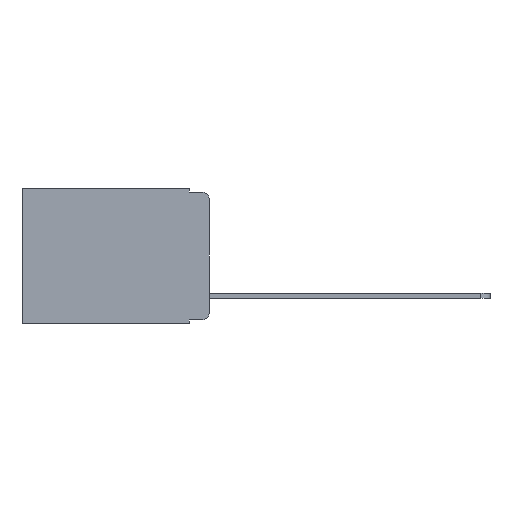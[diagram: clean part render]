
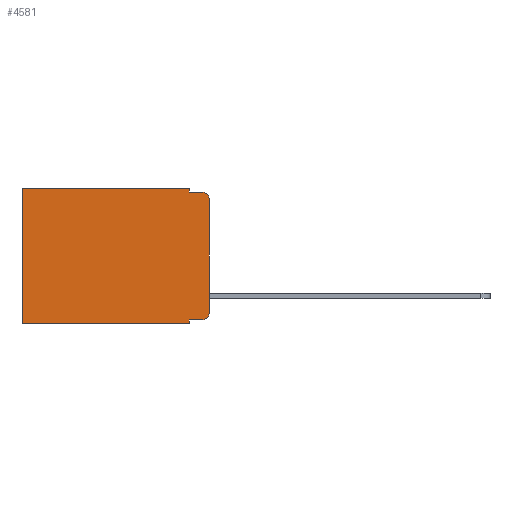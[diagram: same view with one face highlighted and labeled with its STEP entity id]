
A CAD part, left-side view. The second image highlights one B-rep face of the part: STEP entity #4581.
In plain terms, the highlighted planar face has unit normal (-1, 0, 0).
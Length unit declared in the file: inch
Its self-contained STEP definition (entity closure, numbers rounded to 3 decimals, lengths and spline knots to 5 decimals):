
#96 = CARTESIAN_POINT ( 'NONE',  ( 0.298, 0.473, -0.343 ) ) ;
#230 = VECTOR ( 'NONE', #4690, 39.37008 ) ;
#243 = VECTOR ( 'NONE', #4440, 39.37008 ) ;
#279 = EDGE_CURVE ( 'NONE', #8012, #549, #1092, .T. ) ;
#526 = DIRECTION ( 'NONE',  ( 0., 0., -1. ) ) ;
#549 = VERTEX_POINT ( 'NONE', #96 ) ;
#604 = VECTOR ( 'NONE', #526, 39.37008 ) ;
#620 = LINE ( 'NONE', #6677, #243 ) ;
#945 = VECTOR ( 'NONE', #2581, 39.37008 ) ;
#1081 = VECTOR ( 'NONE', #3978, 39.37008 ) ;
#1092 = LINE ( 'NONE', #6635, #1081 ) ;
#1148 = CARTESIAN_POINT ( 'NONE',  ( 0.298, 0., 0. ) ) ;
#1262 = CARTESIAN_POINT ( 'NONE',  ( 0.298, 0.051, -0.01 ) ) ;
#1275 = DIRECTION ( 'NONE',  ( 1., 0., 0. ) ) ;
#1292 = LINE ( 'NONE', #4639, #604 ) ;
#1321 = CARTESIAN_POINT ( 'NONE',  ( 0.298, 0.051, -0.333 ) ) ;
#1442 = VERTEX_POINT ( 'NONE', #2855 ) ;
#1495 = VERTEX_POINT ( 'NONE', #2669 ) ;
#1580 = CARTESIAN_POINT ( 'NONE',  ( 0.298, 0., -0.313 ) ) ;
#1585 = CARTESIAN_POINT ( 'NONE',  ( 0.298, 0., 0. ) ) ;
#1716 = PLANE ( 'NONE',  #6428 ) ;
#1811 = CIRCLE ( 'NONE', #6373, 0.02 ) ;
#2075 = DIRECTION ( 'NONE',  ( -1., 0., 0. ) ) ;
#2168 = DIRECTION ( 'NONE',  ( -1., 0., 0. ) ) ;
#2581 = DIRECTION ( 'NONE',  ( 0., -1., 0. ) ) ;
#2669 = CARTESIAN_POINT ( 'NONE',  ( 0.298, 0.473, 0. ) ) ;
#2798 = EDGE_LOOP ( 'NONE', ( #4134, #4146, #4159, #4190, #4196, #4232, #4222, #4240, #4291, #4275 ) ) ;
#2855 = CARTESIAN_POINT ( 'NONE',  ( 0.298, 0.02, -0.333 ) ) ;
#3182 = VECTOR ( 'NONE', #8237, 39.37008 ) ;
#3456 = VERTEX_POINT ( 'NONE', #8912 ) ;
#3496 = VERTEX_POINT ( 'NONE', #8134 ) ;
#3572 = DIRECTION ( 'NONE',  ( 0., 0., -1. ) ) ;
#3852 = VERTEX_POINT ( 'NONE', #8139 ) ;
#3901 = VERTEX_POINT ( 'NONE', #1580 ) ;
#3978 = DIRECTION ( 'NONE',  ( 0., 1., 0. ) ) ;
#4134 = ORIENTED_EDGE ( 'NONE', *, *, #4458, .F. ) ;
#4146 = ORIENTED_EDGE ( 'NONE', *, *, #4582, .T. ) ;
#4159 = ORIENTED_EDGE ( 'NONE', *, *, #4517, .F. ) ;
#4182 = EDGE_CURVE ( 'NONE', #6718, #1442, #620, .T. ) ;
#4190 = ORIENTED_EDGE ( 'NONE', *, *, #4522, .F. ) ;
#4196 = ORIENTED_EDGE ( 'NONE', *, *, #8985, .T. ) ;
#4222 = ORIENTED_EDGE ( 'NONE', *, *, #279, .F. ) ;
#4232 = ORIENTED_EDGE ( 'NONE', *, *, #4566, .T. ) ;
#4240 = ORIENTED_EDGE ( 'NONE', *, *, #4534, .F. ) ;
#4275 = ORIENTED_EDGE ( 'NONE', *, *, #4778, .T. ) ;
#4291 = ORIENTED_EDGE ( 'NONE', *, *, #4182, .T. ) ;
#4440 = DIRECTION ( 'NONE',  ( 0., -1., 0. ) ) ;
#4458 = EDGE_CURVE ( 'NONE', #3852, #3901, #5622, .T. ) ;
#4517 = EDGE_CURVE ( 'NONE', #3496, #7608, #6738, .T. ) ;
#4522 = EDGE_CURVE ( 'NONE', #3456, #3496, #1292, .T. ) ;
#4534 = EDGE_CURVE ( 'NONE', #6718, #8012, #6339, .T. ) ;
#4566 = EDGE_CURVE ( 'NONE', #1495, #549, #9079, .T. ) ;
#4581 = ADVANCED_FACE ( 'NONE', ( #5740 ), #1716, .F. ) ;
#4582 = EDGE_CURVE ( 'NONE', #3852, #7608, #8921, .T. ) ;
#4639 = CARTESIAN_POINT ( 'NONE',  ( 0.298, 0.051, 0. ) ) ;
#4655 = DIRECTION ( 'NONE',  ( 0., 0., -1. ) ) ;
#4690 = DIRECTION ( 'NONE',  ( 0., 0., -1. ) ) ;
#4749 = CARTESIAN_POINT ( 'NONE',  ( 0.298, 0.02, -0.03 ) ) ;
#4778 = EDGE_CURVE ( 'NONE', #1442, #3901, #1811, .T. ) ;
#4871 = CARTESIAN_POINT ( 'NONE',  ( 0.298, 0., 0. ) ) ;
#5116 = CARTESIAN_POINT ( 'NONE',  ( 0.298, 0.473, 0. ) ) ;
#5600 = DIRECTION ( 'NONE',  ( 0., 0., -1. ) ) ;
#5622 = LINE ( 'NONE', #1148, #7099 ) ;
#5740 = FACE_OUTER_BOUND ( 'NONE', #2798, .T. ) ;
#5858 = DIRECTION ( 'NONE',  ( 0., 0., -1. ) ) ;
#5914 = CARTESIAN_POINT ( 'NONE',  ( 0.298, 0.051, -0.343 ) ) ;
#6339 = LINE ( 'NONE', #8400, #230 ) ;
#6373 = AXIS2_PLACEMENT_3D ( 'NONE', #8384, #2075, #8471 ) ;
#6428 = AXIS2_PLACEMENT_3D ( 'NONE', #4871, #1275, #5600 ) ;
#6436 = AXIS2_PLACEMENT_3D ( 'NONE', #4749, #2168, #4655 ) ;
#6635 = CARTESIAN_POINT ( 'NONE',  ( 0.298, 0., -0.343 ) ) ;
#6677 = CARTESIAN_POINT ( 'NONE',  ( 0.298, 0.051, -0.333 ) ) ;
#6718 = VERTEX_POINT ( 'NONE', #1321 ) ;
#6738 = LINE ( 'NONE', #1262, #945 ) ;
#7099 = VECTOR ( 'NONE', #3572, 39.37008 ) ;
#7397 = VECTOR ( 'NONE', #5858, 39.37008 ) ;
#7608 = VERTEX_POINT ( 'NONE', #7730 ) ;
#7730 = CARTESIAN_POINT ( 'NONE',  ( 0.298, 0.02, -0.01 ) ) ;
#8012 = VERTEX_POINT ( 'NONE', #5914 ) ;
#8134 = CARTESIAN_POINT ( 'NONE',  ( 0.298, 0.051, -0.01 ) ) ;
#8139 = CARTESIAN_POINT ( 'NONE',  ( 0.298, 0., -0.03 ) ) ;
#8237 = DIRECTION ( 'NONE',  ( 0., 1., 0. ) ) ;
#8384 = CARTESIAN_POINT ( 'NONE',  ( 0.298, 0.02, -0.313 ) ) ;
#8400 = CARTESIAN_POINT ( 'NONE',  ( 0.298, 0.051, 0. ) ) ;
#8468 = LINE ( 'NONE', #1585, #3182 ) ;
#8471 = DIRECTION ( 'NONE',  ( 0., 0., -1. ) ) ;
#8912 = CARTESIAN_POINT ( 'NONE',  ( 0.298, 0.051, 0. ) ) ;
#8921 = CIRCLE ( 'NONE', #6436, 0.02 ) ;
#8985 = EDGE_CURVE ( 'NONE', #3456, #1495, #8468, .T. ) ;
#9079 = LINE ( 'NONE', #5116, #7397 ) ;
